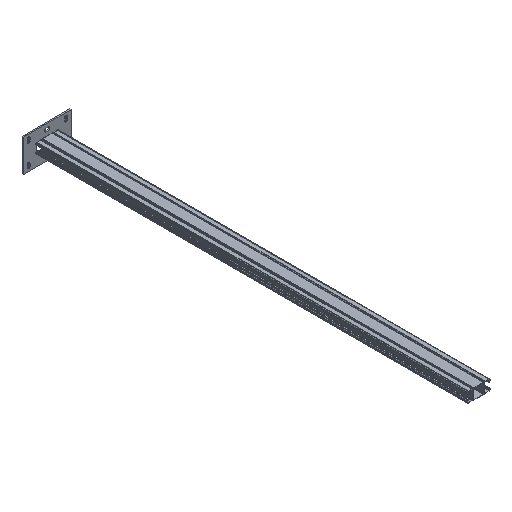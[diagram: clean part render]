
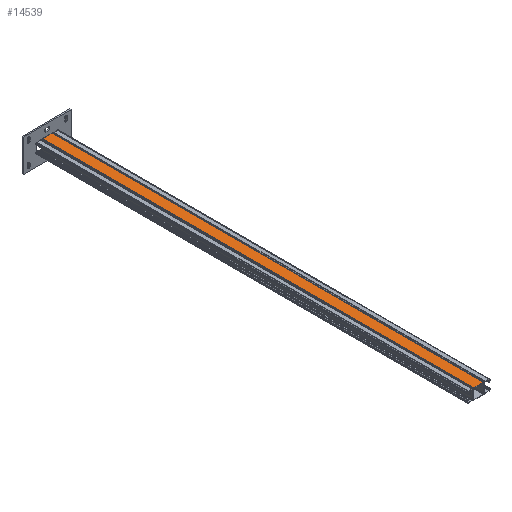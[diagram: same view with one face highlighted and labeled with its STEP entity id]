
A CAD part, isometric view. The second image highlights one B-rep face of the part: STEP entity #14539.
In plain terms, the highlighted planar face has unit normal (0, 0, 1).
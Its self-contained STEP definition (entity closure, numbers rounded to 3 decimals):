
#53 = CARTESIAN_POINT ( 'NONE',  ( 22.5, -1986., 25. ) ) ;
#655 = EDGE_CURVE ( 'NONE', #3174, #13770, #14896, .T. ) ;
#811 = LINE ( 'NONE', #15488, #6044 ) ;
#987 = CARTESIAN_POINT ( 'NONE',  ( -22.5, -1986., 25. ) ) ;
#1666 = ORIENTED_EDGE ( 'NONE', *, *, #9398, .F. ) ;
#1899 = VERTEX_POINT ( 'NONE', #14538 ) ;
#2503 = LINE ( 'NONE', #19942, #18172 ) ;
#3174 = VERTEX_POINT ( 'NONE', #11568 ) ;
#3545 = ORIENTED_EDGE ( 'NONE', *, *, #10455, .T. ) ;
#3920 = PLANE ( 'NONE',  #11648 ) ;
#4567 = DIRECTION ( 'NONE',  ( -1., 0., 0. ) ) ;
#4763 = ORIENTED_EDGE ( 'NONE', *, *, #7209, .T. ) ;
#5149 = EDGE_LOOP ( 'NONE', ( #1666, #13673, #4763, #3545 ) ) ;
#6044 = VECTOR ( 'NONE', #4567, 1000. ) ;
#7128 = DIRECTION ( 'NONE',  ( 1., 0., 0. ) ) ;
#7209 = EDGE_CURVE ( 'NONE', #3174, #1899, #811, .T. ) ;
#7795 = VECTOR ( 'NONE', #11663, 1000. ) ;
#9274 = DIRECTION ( 'NONE',  ( 0., -1., 0. ) ) ;
#9398 = EDGE_CURVE ( 'NONE', #13770, #9426, #2503, .T. ) ;
#9426 = VERTEX_POINT ( 'NONE', #987 ) ;
#10455 = EDGE_CURVE ( 'NONE', #1899, #9426, #20230, .T. ) ;
#10769 = VECTOR ( 'NONE', #9274, 1000. ) ;
#11568 = CARTESIAN_POINT ( 'NONE',  ( 22.5, -6., 25. ) ) ;
#11648 = AXIS2_PLACEMENT_3D ( 'NONE', #14849, #16418, #7128 ) ;
#11663 = DIRECTION ( 'NONE',  ( 0., -1., 0. ) ) ;
#12164 = DIRECTION ( 'NONE',  ( -1., 0., 0. ) ) ;
#13673 = ORIENTED_EDGE ( 'NONE', *, *, #655, .F. ) ;
#13770 = VERTEX_POINT ( 'NONE', #53 ) ;
#14234 = FACE_OUTER_BOUND ( 'NONE', #5149, .T. ) ;
#14538 = CARTESIAN_POINT ( 'NONE',  ( -22.5, -6., 25. ) ) ;
#14539 = ADVANCED_FACE ( 'NONE', ( #14234 ), #3920, .T. ) ;
#14849 = CARTESIAN_POINT ( 'NONE',  ( 22.5, -6., 25. ) ) ;
#14896 = LINE ( 'NONE', #16650, #10769 ) ;
#15488 = CARTESIAN_POINT ( 'NONE',  ( 22.5, -6., 25. ) ) ;
#16418 = DIRECTION ( 'NONE',  ( 0., 0., 1. ) ) ;
#16650 = CARTESIAN_POINT ( 'NONE',  ( 22.5, -6., 25. ) ) ;
#18172 = VECTOR ( 'NONE', #12164, 1000. ) ;
#19444 = CARTESIAN_POINT ( 'NONE',  ( -22.5, -6., 25. ) ) ;
#19942 = CARTESIAN_POINT ( 'NONE',  ( 22.5, -1986., 25. ) ) ;
#20230 = LINE ( 'NONE', #19444, #7795 ) ;
